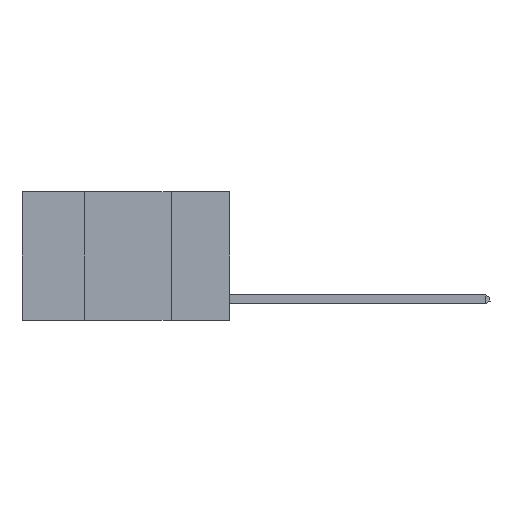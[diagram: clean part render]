
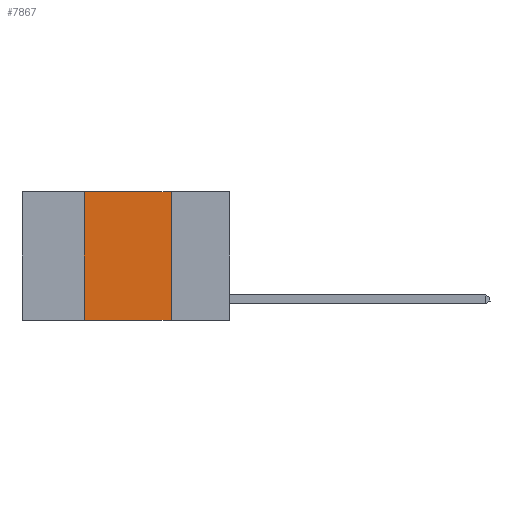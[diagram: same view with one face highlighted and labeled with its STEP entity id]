
A CAD part, left-side view. The second image highlights one B-rep face of the part: STEP entity #7867.
In plain terms, the highlighted planar face has unit normal (-1, 0, 0).
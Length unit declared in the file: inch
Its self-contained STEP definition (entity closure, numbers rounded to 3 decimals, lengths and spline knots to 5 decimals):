
#2239 = ORIENTED_EDGE ( 'NONE', *, *, #10039, .T. ) ;
#2420 = EDGE_CURVE ( 'NONE', #7002, #6352, #11636, .T. ) ;
#2608 = CARTESIAN_POINT ( 'NONE',  ( 0., 0.42, -0.37 ) ) ;
#3186 = CARTESIAN_POINT ( 'NONE',  ( 0., 0.6, 0. ) ) ;
#3545 = VECTOR ( 'NONE', #12202, 39.37008 ) ;
#3996 = EDGE_CURVE ( 'NONE', #14160, #10836, #14367, .T. ) ;
#4161 = DIRECTION ( 'NONE',  ( 0., 0., -1. ) ) ;
#5427 = VECTOR ( 'NONE', #4161, 39.37008 ) ;
#6352 = VERTEX_POINT ( 'NONE', #7464 ) ;
#6795 = CARTESIAN_POINT ( 'NONE',  ( 0., 0.17, -0.37 ) ) ;
#7002 = VERTEX_POINT ( 'NONE', #2608 ) ;
#7464 = CARTESIAN_POINT ( 'NONE',  ( 0., 0.42, 0. ) ) ;
#7483 = CARTESIAN_POINT ( 'NONE',  ( 0., 0.17, 0. ) ) ;
#7559 = DIRECTION ( 'NONE',  ( 0., 0., -1. ) ) ;
#7624 = ORIENTED_EDGE ( 'NONE', *, *, #3996, .F. ) ;
#7867 = ADVANCED_FACE ( 'NONE', ( #12317 ), #13130, .F. ) ;
#7958 = ORIENTED_EDGE ( 'NONE', *, *, #14550, .F. ) ;
#8319 = VECTOR ( 'NONE', #10219, 39.37008 ) ;
#8742 = EDGE_LOOP ( 'NONE', ( #7624, #7958, #10926, #2239 ) ) ;
#8879 = DIRECTION ( 'NONE',  ( 0., -1., 0. ) ) ;
#10039 = EDGE_CURVE ( 'NONE', #7002, #10836, #14232, .T. ) ;
#10219 = DIRECTION ( 'NONE',  ( 0., 0., 1. ) ) ;
#10825 = AXIS2_PLACEMENT_3D ( 'NONE', #13080, #14252, #7559 ) ;
#10836 = VERTEX_POINT ( 'NONE', #6795 ) ;
#10926 = ORIENTED_EDGE ( 'NONE', *, *, #2420, .F. ) ;
#11228 = CARTESIAN_POINT ( 'NONE',  ( 0., 0.17, 0. ) ) ;
#11247 = VECTOR ( 'NONE', #8879, 39.37008 ) ;
#11636 = LINE ( 'NONE', #12444, #8319 ) ;
#12202 = DIRECTION ( 'NONE',  ( 0., -1., 0. ) ) ;
#12317 = FACE_OUTER_BOUND ( 'NONE', #8742, .T. ) ;
#12444 = CARTESIAN_POINT ( 'NONE',  ( 0., 0.42, 0. ) ) ;
#12534 = LINE ( 'NONE', #3186, #3545 ) ;
#13080 = CARTESIAN_POINT ( 'NONE',  ( 0., 0.6, 0. ) ) ;
#13130 = PLANE ( 'NONE',  #10825 ) ;
#14160 = VERTEX_POINT ( 'NONE', #11228 ) ;
#14232 = LINE ( 'NONE', #14470, #11247 ) ;
#14252 = DIRECTION ( 'NONE',  ( 1., 0., 0. ) ) ;
#14367 = LINE ( 'NONE', #7483, #5427 ) ;
#14470 = CARTESIAN_POINT ( 'NONE',  ( 0., 0.6, -0.37 ) ) ;
#14550 = EDGE_CURVE ( 'NONE', #6352, #14160, #12534, .T. ) ;
